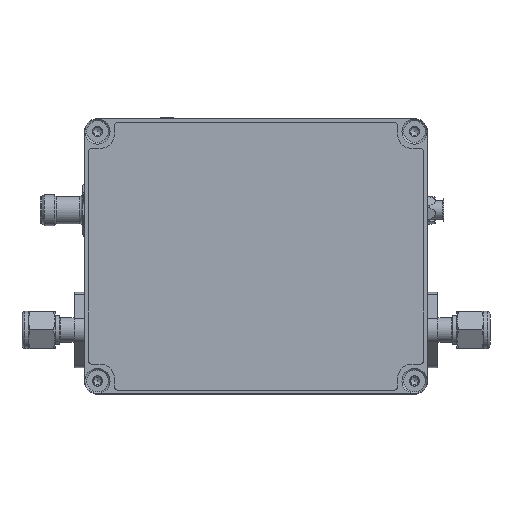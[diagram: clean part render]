
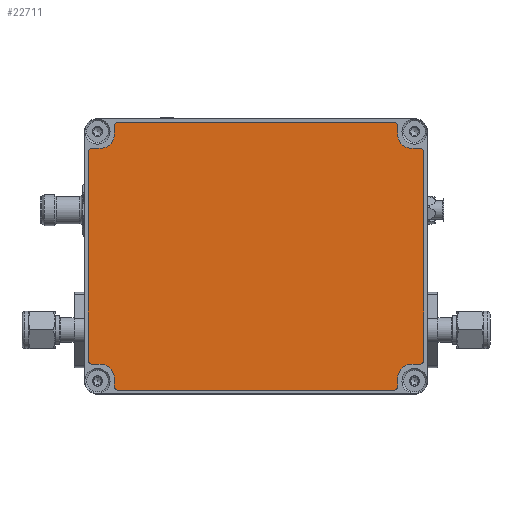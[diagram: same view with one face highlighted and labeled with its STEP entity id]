
A CAD part, top view. The second image highlights one B-rep face of the part: STEP entity #22711.
In plain terms, the highlighted planar face has unit normal (0, 0, 1).
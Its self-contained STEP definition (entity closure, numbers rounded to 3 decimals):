
#1183=PLANE('',#24181);
#1998=FACE_OUTER_BOUND('',#3305,.T.);
#3305=EDGE_LOOP('',(#15395,#15396,#15397,#15398,#15399,#15400,#15401,#15402,
#15403,#15404,#15405,#15406,#15407,#15408,#15409,#15410,#15411,#15412,#15413,
#15414,#15415,#15416,#15417,#15418));
#4822=LINE('',#34124,#6670);
#4823=LINE('',#34130,#6671);
#4824=LINE('',#34134,#6672);
#4825=LINE('',#34138,#6673);
#4826=LINE('',#34142,#6674);
#4827=LINE('',#34146,#6675);
#4828=LINE('',#34150,#6676);
#4829=LINE('',#34154,#6677);
#4830=LINE('',#34158,#6678);
#4831=LINE('',#34162,#6679);
#4832=LINE('',#34166,#6680);
#4833=LINE('',#34170,#6681);
#6670=VECTOR('',#26706,10.);
#6671=VECTOR('',#26711,10.);
#6672=VECTOR('',#26714,10.);
#6673=VECTOR('',#26717,10.);
#6674=VECTOR('',#26720,10.);
#6675=VECTOR('',#26723,10.);
#6676=VECTOR('',#26726,10.);
#6677=VECTOR('',#26729,10.);
#6678=VECTOR('',#26732,10.);
#6679=VECTOR('',#26735,10.);
#6680=VECTOR('',#26738,10.);
#6681=VECTOR('',#26743,10.);
#8434=CIRCLE('',#24182,1.5);
#8435=CIRCLE('',#24183,1.5);
#8436=CIRCLE('',#24184,5.5);
#8437=CIRCLE('',#24185,1.5);
#8438=CIRCLE('',#24186,1.5);
#8439=CIRCLE('',#24187,5.5);
#8440=CIRCLE('',#24188,1.5);
#8441=CIRCLE('',#24189,1.5);
#8442=CIRCLE('',#24190,5.5);
#8443=CIRCLE('',#24191,1.5);
#8444=CIRCLE('',#24192,1.5);
#8445=CIRCLE('',#24193,5.5);
#9426=VERTEX_POINT('',#34120);
#9427=VERTEX_POINT('',#34122);
#9428=VERTEX_POINT('',#34126);
#9429=VERTEX_POINT('',#34127);
#9430=VERTEX_POINT('',#34129);
#9431=VERTEX_POINT('',#34131);
#9432=VERTEX_POINT('',#34133);
#9433=VERTEX_POINT('',#34135);
#9434=VERTEX_POINT('',#34137);
#9435=VERTEX_POINT('',#34139);
#9436=VERTEX_POINT('',#34141);
#9437=VERTEX_POINT('',#34143);
#9438=VERTEX_POINT('',#34145);
#9439=VERTEX_POINT('',#34147);
#9440=VERTEX_POINT('',#34149);
#9441=VERTEX_POINT('',#34151);
#9442=VERTEX_POINT('',#34153);
#9443=VERTEX_POINT('',#34155);
#9444=VERTEX_POINT('',#34157);
#9445=VERTEX_POINT('',#34159);
#9446=VERTEX_POINT('',#34161);
#9447=VERTEX_POINT('',#34163);
#9448=VERTEX_POINT('',#34165);
#9449=VERTEX_POINT('',#34168);
#11733=EDGE_CURVE('',#9426,#9427,#4822,.T.);
#11734=EDGE_CURVE('',#9428,#9429,#8434,.T.);
#11735=EDGE_CURVE('',#9428,#9430,#4823,.T.);
#11736=EDGE_CURVE('',#9431,#9430,#8435,.T.);
#11737=EDGE_CURVE('',#9431,#9432,#4824,.T.);
#11738=EDGE_CURVE('',#9433,#9432,#8436,.T.);
#11739=EDGE_CURVE('',#9433,#9434,#4825,.T.);
#11740=EDGE_CURVE('',#9435,#9434,#8437,.T.);
#11741=EDGE_CURVE('',#9435,#9436,#4826,.T.);
#11742=EDGE_CURVE('',#9437,#9436,#8438,.T.);
#11743=EDGE_CURVE('',#9437,#9438,#4827,.T.);
#11744=EDGE_CURVE('',#9439,#9438,#8439,.T.);
#11745=EDGE_CURVE('',#9439,#9440,#4828,.T.);
#11746=EDGE_CURVE('',#9441,#9440,#8440,.T.);
#11747=EDGE_CURVE('',#9441,#9442,#4829,.T.);
#11748=EDGE_CURVE('',#9443,#9442,#8441,.T.);
#11749=EDGE_CURVE('',#9443,#9444,#4830,.T.);
#11750=EDGE_CURVE('',#9445,#9444,#8442,.T.);
#11751=EDGE_CURVE('',#9445,#9446,#4831,.T.);
#11752=EDGE_CURVE('',#9447,#9446,#8443,.T.);
#11753=EDGE_CURVE('',#9447,#9448,#4832,.T.);
#11754=EDGE_CURVE('',#9426,#9448,#8444,.T.);
#11755=EDGE_CURVE('',#9449,#9427,#8445,.T.);
#11756=EDGE_CURVE('',#9449,#9429,#4833,.T.);
#15395=ORIENTED_EDGE('',*,*,#11734,.F.);
#15396=ORIENTED_EDGE('',*,*,#11735,.T.);
#15397=ORIENTED_EDGE('',*,*,#11736,.F.);
#15398=ORIENTED_EDGE('',*,*,#11737,.T.);
#15399=ORIENTED_EDGE('',*,*,#11738,.F.);
#15400=ORIENTED_EDGE('',*,*,#11739,.T.);
#15401=ORIENTED_EDGE('',*,*,#11740,.F.);
#15402=ORIENTED_EDGE('',*,*,#11741,.T.);
#15403=ORIENTED_EDGE('',*,*,#11742,.F.);
#15404=ORIENTED_EDGE('',*,*,#11743,.T.);
#15405=ORIENTED_EDGE('',*,*,#11744,.F.);
#15406=ORIENTED_EDGE('',*,*,#11745,.T.);
#15407=ORIENTED_EDGE('',*,*,#11746,.F.);
#15408=ORIENTED_EDGE('',*,*,#11747,.T.);
#15409=ORIENTED_EDGE('',*,*,#11748,.F.);
#15410=ORIENTED_EDGE('',*,*,#11749,.T.);
#15411=ORIENTED_EDGE('',*,*,#11750,.F.);
#15412=ORIENTED_EDGE('',*,*,#11751,.T.);
#15413=ORIENTED_EDGE('',*,*,#11752,.F.);
#15414=ORIENTED_EDGE('',*,*,#11753,.T.);
#15415=ORIENTED_EDGE('',*,*,#11754,.F.);
#15416=ORIENTED_EDGE('',*,*,#11733,.T.);
#15417=ORIENTED_EDGE('',*,*,#11755,.F.);
#15418=ORIENTED_EDGE('',*,*,#11756,.T.);
#22711=ADVANCED_FACE('',(#1998),#1183,.T.);
#24181=AXIS2_PLACEMENT_3D('',#34125,#26707,#26708);
#24182=AXIS2_PLACEMENT_3D('',#34128,#26709,#26710);
#24183=AXIS2_PLACEMENT_3D('',#34132,#26712,#26713);
#24184=AXIS2_PLACEMENT_3D('',#34136,#26715,#26716);
#24185=AXIS2_PLACEMENT_3D('',#34140,#26718,#26719);
#24186=AXIS2_PLACEMENT_3D('',#34144,#26721,#26722);
#24187=AXIS2_PLACEMENT_3D('',#34148,#26724,#26725);
#24188=AXIS2_PLACEMENT_3D('',#34152,#26727,#26728);
#24189=AXIS2_PLACEMENT_3D('',#34156,#26730,#26731);
#24190=AXIS2_PLACEMENT_3D('',#34160,#26733,#26734);
#24191=AXIS2_PLACEMENT_3D('',#34164,#26736,#26737);
#24192=AXIS2_PLACEMENT_3D('',#34167,#26739,#26740);
#24193=AXIS2_PLACEMENT_3D('',#34169,#26741,#26742);
#26706=DIRECTION('',(-1.,0.,0.));
#26707=DIRECTION('center_axis',(0.,0.,
1.));
#26708=DIRECTION('ref_axis',(1.,0.,0.));
#26709=DIRECTION('center_axis',(0.,0.,
-1.));
#26710=DIRECTION('ref_axis',(0.707,0.707,0.));
#26711=DIRECTION('',(-1.,0.,0.));
#26712=DIRECTION('center_axis',(0.,0.,
-1.));
#26713=DIRECTION('ref_axis',(-0.707,0.707,0.));
#26714=DIRECTION('',(0.,-1.,0.));
#26715=DIRECTION('center_axis',(0.,0.,
1.));
#26716=DIRECTION('ref_axis',(0.707,-0.707,0.));
#26717=DIRECTION('',(-1.,0.,0.));
#26718=DIRECTION('center_axis',(0.,0.,
-1.));
#26719=DIRECTION('ref_axis',(-0.707,0.707,0.));
#26720=DIRECTION('',(0.,-1.,0.));
#26721=DIRECTION('center_axis',(0.,0.,
-1.));
#26722=DIRECTION('ref_axis',(-0.707,-0.707,0.));
#26723=DIRECTION('',(1.,0.,0.));
#26724=DIRECTION('center_axis',(0.,0.,
1.));
#26725=DIRECTION('ref_axis',(0.707,0.707,0.));
#26726=DIRECTION('',(0.,-1.,0.));
#26727=DIRECTION('center_axis',(0.,0.,
-1.));
#26728=DIRECTION('ref_axis',(-0.707,-0.707,0.));
#26729=DIRECTION('',(1.,0.,0.));
#26730=DIRECTION('center_axis',(0.,0.,
-1.));
#26731=DIRECTION('ref_axis',(0.707,-0.707,0.));
#26732=DIRECTION('',(0.,1.,0.));
#26733=DIRECTION('center_axis',(0.,0.,
1.));
#26734=DIRECTION('ref_axis',(-0.707,0.707,0.));
#26735=DIRECTION('',(1.,0.,0.));
#26736=DIRECTION('center_axis',(0.,0.,
-1.));
#26737=DIRECTION('ref_axis',(0.707,-0.707,0.));
#26738=DIRECTION('',(0.,1.,0.));
#26739=DIRECTION('center_axis',(0.,0.,
-1.));
#26740=DIRECTION('ref_axis',(0.707,0.707,0.));
#26741=DIRECTION('center_axis',(0.,0.,
1.));
#26742=DIRECTION('ref_axis',(-0.707,-0.707,0.));
#26743=DIRECTION('',(0.,1.,0.));
#34120=CARTESIAN_POINT('',(63.,41.5,34.1));
#34122=CARTESIAN_POINT('',(60.,41.5,34.1));
#34124=CARTESIAN_POINT('',(32.25,41.5,34.1));
#34125=CARTESIAN_POINT('Origin',(0.,0.,
34.1));
#34126=CARTESIAN_POINT('',(53.,51.5,34.1));
#34127=CARTESIAN_POINT('',(54.5,50.,34.1));
#34128=CARTESIAN_POINT('Origin',(53.,50.,34.1));
#34129=CARTESIAN_POINT('',(-53.,51.5,34.1));
#34130=CARTESIAN_POINT('',(-64.5,51.5,34.1));
#34131=CARTESIAN_POINT('',(-54.5,50.,34.1));
#34132=CARTESIAN_POINT('Origin',(-53.,50.,34.1));
#34133=CARTESIAN_POINT('',(-54.5,47.,34.1));
#34134=CARTESIAN_POINT('',(-54.5,20.75,34.1));
#34135=CARTESIAN_POINT('',(-60.,41.5,34.1));
#34136=CARTESIAN_POINT('Origin',(-60.,47.,34.1));
#34137=CARTESIAN_POINT('',(-63.,41.5,34.1));
#34138=CARTESIAN_POINT('',(-32.25,41.5,34.1));
#34139=CARTESIAN_POINT('',(-64.5,40.,34.1));
#34140=CARTESIAN_POINT('Origin',(-63.,40.,34.1));
#34141=CARTESIAN_POINT('',(-64.5,-40.,34.1));
#34142=CARTESIAN_POINT('',(-64.5,-51.5,34.1));
#34143=CARTESIAN_POINT('',(-63.,-41.5,34.1));
#34144=CARTESIAN_POINT('Origin',(-63.,-40.,34.1));
#34145=CARTESIAN_POINT('',(-60.,-41.5,34.1));
#34146=CARTESIAN_POINT('',(-32.25,-41.5,34.1));
#34147=CARTESIAN_POINT('',(-54.5,-47.,34.1));
#34148=CARTESIAN_POINT('Origin',(-60.,-47.,34.1));
#34149=CARTESIAN_POINT('',(-54.5,-50.,34.1));
#34150=CARTESIAN_POINT('',(-54.5,-20.75,34.1));
#34151=CARTESIAN_POINT('',(-53.,-51.5,34.1));
#34152=CARTESIAN_POINT('Origin',(-53.,-50.,34.1));
#34153=CARTESIAN_POINT('',(53.,-51.5,34.1));
#34154=CARTESIAN_POINT('',(64.5,-51.5,34.1));
#34155=CARTESIAN_POINT('',(54.5,-50.,34.1));
#34156=CARTESIAN_POINT('Origin',(53.,-50.,34.1));
#34157=CARTESIAN_POINT('',(54.5,-47.,34.1));
#34158=CARTESIAN_POINT('',(54.5,-20.75,34.1));
#34159=CARTESIAN_POINT('',(60.,-41.5,34.1));
#34160=CARTESIAN_POINT('Origin',(60.,-47.,34.1));
#34161=CARTESIAN_POINT('',(63.,-41.5,34.1));
#34162=CARTESIAN_POINT('',(32.25,-41.5,34.1));
#34163=CARTESIAN_POINT('',(64.5,-40.,34.1));
#34164=CARTESIAN_POINT('Origin',(63.,-40.,34.1));
#34165=CARTESIAN_POINT('',(64.5,40.,34.1));
#34166=CARTESIAN_POINT('',(64.5,51.5,34.1));
#34167=CARTESIAN_POINT('Origin',(63.,40.,34.1));
#34168=CARTESIAN_POINT('',(54.5,47.,34.1));
#34169=CARTESIAN_POINT('Origin',(60.,47.,34.1));
#34170=CARTESIAN_POINT('',(54.5,20.75,34.1));
